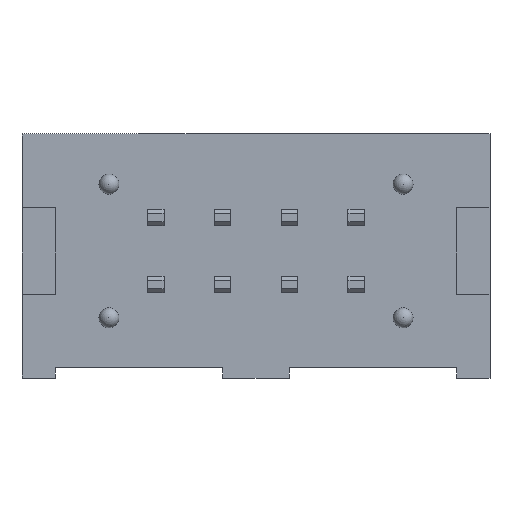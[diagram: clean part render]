
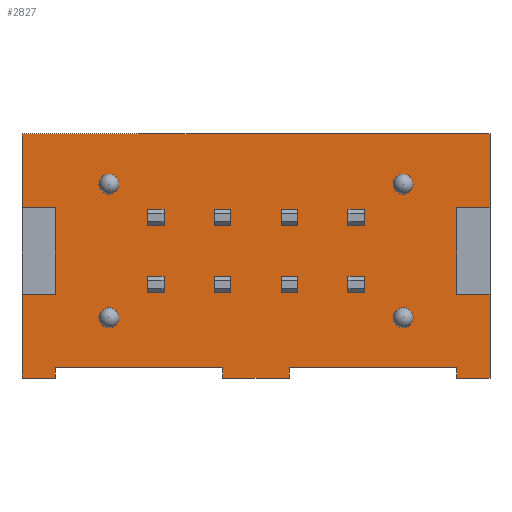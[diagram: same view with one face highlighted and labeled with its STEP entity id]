
A CAD part, front view. The second image highlights one B-rep face of the part: STEP entity #2827.
In plain terms, the highlighted planar face has unit normal (0, -1, 0).
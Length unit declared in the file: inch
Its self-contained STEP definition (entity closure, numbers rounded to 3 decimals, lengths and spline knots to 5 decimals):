
#42=CIRCLE('',#3011,0.015);
#43=CIRCLE('',#3012,0.015);
#44=CIRCLE('',#3013,0.015);
#45=CIRCLE('',#3014,0.015);
#78=ORIENTED_EDGE('',*,*,#904,.F.);
#79=ORIENTED_EDGE('',*,*,#905,.F.);
#80=ORIENTED_EDGE('',*,*,#906,.F.);
#81=ORIENTED_EDGE('',*,*,#907,.F.);
#82=ORIENTED_EDGE('',*,*,#908,.F.);
#83=ORIENTED_EDGE('',*,*,#909,.F.);
#84=ORIENTED_EDGE('',*,*,#910,.F.);
#85=ORIENTED_EDGE('',*,*,#911,.F.);
#86=ORIENTED_EDGE('',*,*,#912,.F.);
#87=ORIENTED_EDGE('',*,*,#913,.F.);
#88=ORIENTED_EDGE('',*,*,#914,.F.);
#89=ORIENTED_EDGE('',*,*,#915,.F.);
#90=ORIENTED_EDGE('',*,*,#916,.F.);
#91=ORIENTED_EDGE('',*,*,#917,.F.);
#92=ORIENTED_EDGE('',*,*,#918,.F.);
#93=ORIENTED_EDGE('',*,*,#919,.F.);
#94=ORIENTED_EDGE('',*,*,#920,.F.);
#95=ORIENTED_EDGE('',*,*,#921,.T.);
#96=ORIENTED_EDGE('',*,*,#922,.T.);
#97=ORIENTED_EDGE('',*,*,#923,.F.);
#98=ORIENTED_EDGE('',*,*,#924,.F.);
#99=ORIENTED_EDGE('',*,*,#925,.F.);
#100=ORIENTED_EDGE('',*,*,#926,.T.);
#101=ORIENTED_EDGE('',*,*,#927,.F.);
#904=EDGE_CURVE('',#1316,#1316,#42,.T.);
#905=EDGE_CURVE('',#1317,#1317,#43,.T.);
#906=EDGE_CURVE('',#1318,#1318,#44,.T.);
#907=EDGE_CURVE('',#1319,#1319,#45,.T.);
#908=EDGE_CURVE('',#1320,#1321,#1592,.T.);
#909=EDGE_CURVE('',#1322,#1320,#1593,.T.);
#910=EDGE_CURVE('',#1323,#1322,#1594,.T.);
#911=EDGE_CURVE('',#1324,#1323,#1595,.T.);
#912=EDGE_CURVE('',#1325,#1324,#1596,.T.);
#913=EDGE_CURVE('',#1326,#1325,#1597,.T.);
#914=EDGE_CURVE('',#1327,#1326,#1598,.T.);
#915=EDGE_CURVE('',#1328,#1327,#1599,.T.);
#916=EDGE_CURVE('',#1329,#1328,#1600,.T.);
#917=EDGE_CURVE('',#1330,#1329,#1601,.T.);
#918=EDGE_CURVE('',#1331,#1330,#1602,.T.);
#919=EDGE_CURVE('',#1332,#1331,#1603,.T.);
#920=EDGE_CURVE('',#1333,#1332,#1604,.T.);
#921=EDGE_CURVE('',#1333,#1334,#1605,.T.);
#922=EDGE_CURVE('',#1334,#1335,#1606,.T.);
#923=EDGE_CURVE('',#1336,#1335,#1607,.T.);
#924=EDGE_CURVE('',#1337,#1336,#1608,.T.);
#925=EDGE_CURVE('',#1338,#1337,#1609,.T.);
#926=EDGE_CURVE('',#1338,#1339,#1610,.T.);
#927=EDGE_CURVE('',#1321,#1339,#1611,.T.);
#1316=VERTEX_POINT('',#3942);
#1317=VERTEX_POINT('',#3944);
#1318=VERTEX_POINT('',#3946);
#1319=VERTEX_POINT('',#3948);
#1320=VERTEX_POINT('',#3950);
#1321=VERTEX_POINT('',#3951);
#1322=VERTEX_POINT('',#3953);
#1323=VERTEX_POINT('',#3955);
#1324=VERTEX_POINT('',#3957);
#1325=VERTEX_POINT('',#3959);
#1326=VERTEX_POINT('',#3961);
#1327=VERTEX_POINT('',#3963);
#1328=VERTEX_POINT('',#3965);
#1329=VERTEX_POINT('',#3967);
#1330=VERTEX_POINT('',#3969);
#1331=VERTEX_POINT('',#3971);
#1332=VERTEX_POINT('',#3973);
#1333=VERTEX_POINT('',#3975);
#1334=VERTEX_POINT('',#3977);
#1335=VERTEX_POINT('',#3979);
#1336=VERTEX_POINT('',#3981);
#1337=VERTEX_POINT('',#3983);
#1338=VERTEX_POINT('',#3985);
#1339=VERTEX_POINT('',#3987);
#1592=LINE('',#3949,#2002);
#1593=LINE('',#3952,#2003);
#1594=LINE('',#3954,#2004);
#1595=LINE('',#3956,#2005);
#1596=LINE('',#3958,#2006);
#1597=LINE('',#3960,#2007);
#1598=LINE('',#3962,#2008);
#1599=LINE('',#3964,#2009);
#1600=LINE('',#3966,#2010);
#1601=LINE('',#3968,#2011);
#1602=LINE('',#3970,#2012);
#1603=LINE('',#3972,#2013);
#1604=LINE('',#3974,#2014);
#1605=LINE('',#3976,#2015);
#1606=LINE('',#3978,#2016);
#1607=LINE('',#3980,#2017);
#1608=LINE('',#3982,#2018);
#1609=LINE('',#3984,#2019);
#1610=LINE('',#3986,#2020);
#1611=LINE('',#3988,#2021);
#2002=VECTOR('',#3208,39.37008);
#2003=VECTOR('',#3209,39.37008);
#2004=VECTOR('',#3210,39.37008);
#2005=VECTOR('',#3211,39.37008);
#2006=VECTOR('',#3212,39.37008);
#2007=VECTOR('',#3213,39.37008);
#2008=VECTOR('',#3214,39.37008);
#2009=VECTOR('',#3215,39.37008);
#2010=VECTOR('',#3216,39.37008);
#2011=VECTOR('',#3217,39.37008);
#2012=VECTOR('',#3218,39.37008);
#2013=VECTOR('',#3219,39.37008);
#2014=VECTOR('',#3220,39.37008);
#2015=VECTOR('',#3221,39.37008);
#2016=VECTOR('',#3222,39.37008);
#2017=VECTOR('',#3223,39.37008);
#2018=VECTOR('',#3224,39.37008);
#2019=VECTOR('',#3225,39.37008);
#2020=VECTOR('',#3226,39.37008);
#2021=VECTOR('',#3227,39.37008);
#2385=EDGE_LOOP('',(#78));
#2386=EDGE_LOOP('',(#79));
#2387=EDGE_LOOP('',(#80));
#2388=EDGE_LOOP('',(#81));
#2389=EDGE_LOOP('',(#82,#83,#84,#85,#86,#87,#88,#89,#90,#91,#92,#93,#94,
#95,#96,#97,#98,#99,#100,#101));
#2535=FACE_BOUND('',#2385,.T.);
#2536=FACE_BOUND('',#2386,.T.);
#2537=FACE_BOUND('',#2387,.T.);
#2538=FACE_BOUND('',#2388,.T.);
#2539=FACE_BOUND('',#2389,.T.);
#2685=PLANE('',#3010);
#2827=ADVANCED_FACE('',(#2535,#2536,#2537,#2538,#2539),#2685,.F.);
#3010=AXIS2_PLACEMENT_3D('',#3940,#3198,#3199);
#3011=AXIS2_PLACEMENT_3D('',#3941,#3200,#3201);
#3012=AXIS2_PLACEMENT_3D('',#3943,#3202,#3203);
#3013=AXIS2_PLACEMENT_3D('',#3945,#3204,#3205);
#3014=AXIS2_PLACEMENT_3D('',#3947,#3206,#3207);
#3198=DIRECTION('',(0.,1.,0.));
#3199=DIRECTION('',(0.,0.,1.));
#3200=DIRECTION('',(0.,-1.,0.));
#3201=DIRECTION('',(0.,0.,-1.));
#3202=DIRECTION('',(0.,-1.,0.));
#3203=DIRECTION('',(0.,0.,-1.));
#3204=DIRECTION('',(0.,-1.,0.));
#3205=DIRECTION('',(0.,0.,-1.));
#3206=DIRECTION('',(0.,-1.,0.));
#3207=DIRECTION('',(0.,0.,-1.));
#3208=DIRECTION('',(0.,0.,-1.));
#3209=DIRECTION('',(-1.,0.,0.));
#3210=DIRECTION('',(0.,0.,1.));
#3211=DIRECTION('',(-1.,0.,0.));
#3212=DIRECTION('',(0.,0.,-1.));
#3213=DIRECTION('',(-1.,0.,0.));
#3214=DIRECTION('',(0.,0.,1.));
#3215=DIRECTION('',(-1.,0.,0.));
#3216=DIRECTION('',(0.,0.,-1.));
#3217=DIRECTION('',(1.,0.,0.));
#3218=DIRECTION('',(0.,0.,-1.));
#3219=DIRECTION('',(-1.,0.,0.));
#3220=DIRECTION('',(0.,0.,-1.));
#3221=DIRECTION('',(-1.,0.,0.));
#3222=DIRECTION('',(0.,0.,-1.));
#3223=DIRECTION('',(-1.,0.,0.));
#3224=DIRECTION('',(0.,0.,1.));
#3225=DIRECTION('',(1.,0.,0.));
#3226=DIRECTION('',(0.,0.,-1.));
#3227=DIRECTION('',(-1.,0.,0.));
#3940=CARTESIAN_POINT('',(0.35,0.,0.175));
#3941=CARTESIAN_POINT('',(0.22,0.,-0.1));
#3942=CARTESIAN_POINT('',(0.22,0.,-0.115));
#3943=CARTESIAN_POINT('',(0.22,0.,0.1));
#3944=CARTESIAN_POINT('',(0.22,0.,0.085));
#3945=CARTESIAN_POINT('',(-0.22,0.,-0.1));
#3946=CARTESIAN_POINT('',(-0.22,0.,-0.115));
#3947=CARTESIAN_POINT('',(-0.22,0.,0.1));
#3948=CARTESIAN_POINT('',(-0.22,0.,0.085));
#3949=CARTESIAN_POINT('',(-0.3,0.,-0.175));
#3950=CARTESIAN_POINT('',(-0.3,0.,-0.175));
#3951=CARTESIAN_POINT('',(-0.3,0.,-0.19));
#3952=CARTESIAN_POINT('',(-0.05,0.,-0.175));
#3953=CARTESIAN_POINT('',(-0.05,0.,-0.175));
#3954=CARTESIAN_POINT('',(-0.05,0.,-0.19));
#3955=CARTESIAN_POINT('',(-0.05,0.,-0.19));
#3956=CARTESIAN_POINT('',(0.35,0.,-0.19));
#3957=CARTESIAN_POINT('',(0.05,0.,-0.19));
#3958=CARTESIAN_POINT('',(0.05,0.,-0.175));
#3959=CARTESIAN_POINT('',(0.05,0.,-0.175));
#3960=CARTESIAN_POINT('',(0.3,0.,-0.175));
#3961=CARTESIAN_POINT('',(0.3,0.,-0.175));
#3962=CARTESIAN_POINT('',(0.3,0.,-0.19));
#3963=CARTESIAN_POINT('',(0.3,0.,-0.19));
#3964=CARTESIAN_POINT('',(0.35,0.,-0.19));
#3965=CARTESIAN_POINT('',(0.35,0.,-0.19));
#3966=CARTESIAN_POINT('',(0.35,0.,0.175));
#3967=CARTESIAN_POINT('',(0.35,0.,-0.065));
#3968=CARTESIAN_POINT('',(0.3,0.,-0.065));
#3969=CARTESIAN_POINT('',(0.3,0.,-0.065));
#3970=CARTESIAN_POINT('',(0.3,0.,0.065));
#3971=CARTESIAN_POINT('',(0.3,0.,0.065));
#3972=CARTESIAN_POINT('',(0.35,0.,0.065));
#3973=CARTESIAN_POINT('',(0.35,0.,0.065));
#3974=CARTESIAN_POINT('',(0.35,0.,0.175));
#3975=CARTESIAN_POINT('',(0.35,0.,0.175));
#3976=CARTESIAN_POINT('',(0.35,0.,0.175));
#3977=CARTESIAN_POINT('',(-0.35,0.,0.175));
#3978=CARTESIAN_POINT('',(-0.35,0.,0.175));
#3979=CARTESIAN_POINT('',(-0.35,0.,0.065));
#3980=CARTESIAN_POINT('',(-0.3,0.,0.065));
#3981=CARTESIAN_POINT('',(-0.3,0.,0.065));
#3982=CARTESIAN_POINT('',(-0.3,0.,-0.065));
#3983=CARTESIAN_POINT('',(-0.3,0.,-0.065));
#3984=CARTESIAN_POINT('',(-0.35,0.,-0.065));
#3985=CARTESIAN_POINT('',(-0.35,0.,-0.065));
#3986=CARTESIAN_POINT('',(-0.35,0.,0.175));
#3987=CARTESIAN_POINT('',(-0.35,0.,-0.19));
#3988=CARTESIAN_POINT('',(0.35,0.,-0.19));
